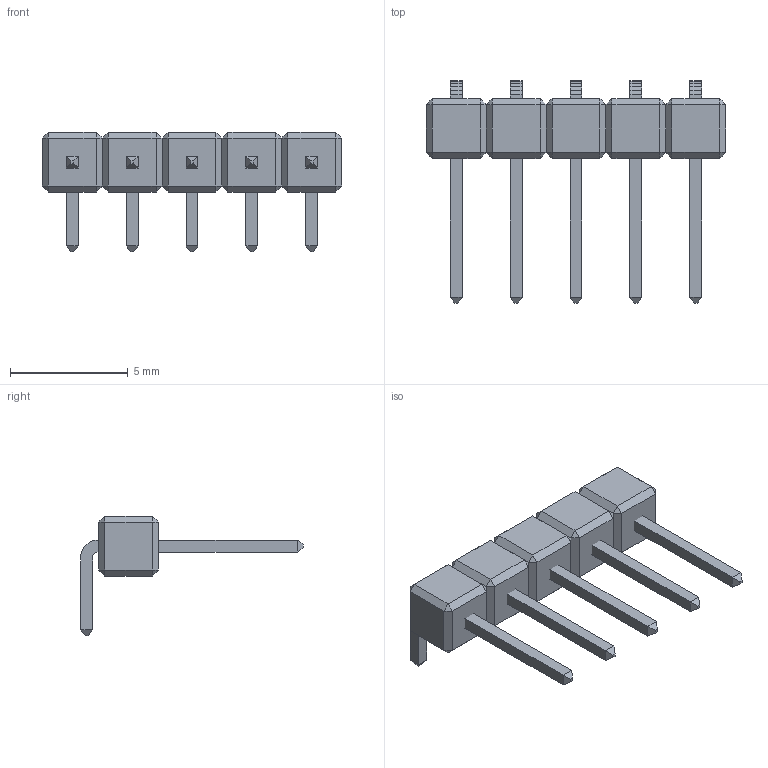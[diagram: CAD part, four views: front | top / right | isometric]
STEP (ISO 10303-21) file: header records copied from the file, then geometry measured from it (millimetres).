
FILE_DESCRIPTION (( 'STEP AP214' ), '1' );
FILE_NAME ('ED6A6649-E991-4AF2-9D99-6BD8E4B1BCE4.STEP', '2023-08-10T08:50:20', ( '' ), ( '' ), 'SwSTEP 2.0', 'SolidWorks 2022', '' );
FILE_SCHEMA (( 'AUTOMOTIVE_DESIGN' ));
Length unit declared in the file: inch
Products named in the file (1): ED6A6649-E991-4AF2-9D99-6BD8E4B1BCE4
Bounding box: 12.7 x 9.45 x 5.08 mm (x, y, z)
Surface area: 282.4 mm2 (no closed solid volume)
Topology: 0 solids, 14 shells, 266 faces, 606 edges, 356 vertices
Faces by surface type: plane 266
Entity records: 8785 total; most frequent: CARTESIAN_POINT 1229, ORIENTED_EDGE 1164, DIRECTION 1140, VECTOR 606, LINE 606, EDGE_CURVE 606, VERTEX_POINT 356, AXIS2_PLACEMENT_3D 267
